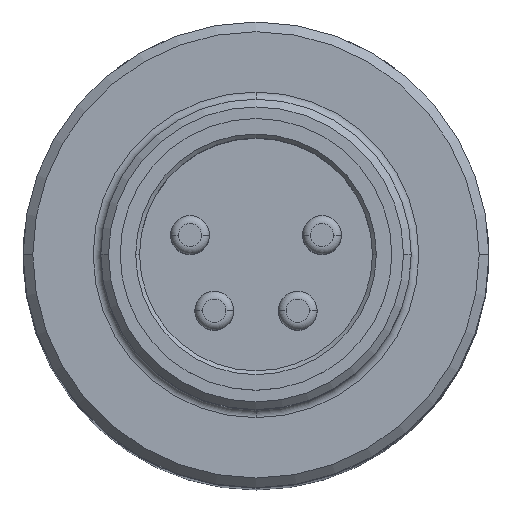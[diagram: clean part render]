
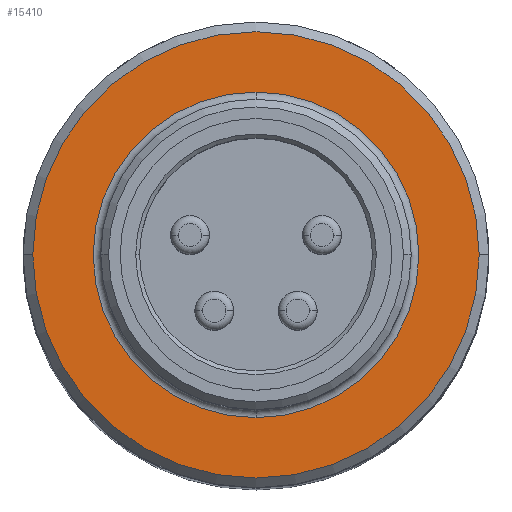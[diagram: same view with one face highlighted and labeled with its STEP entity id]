
A CAD part, top view. The second image highlights one B-rep face of the part: STEP entity #15410.
In plain terms, the highlighted face is planar.
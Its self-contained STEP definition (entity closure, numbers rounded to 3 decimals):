
#6570=CARTESIAN_POINT('',(-5.75,-5.1,
0.));
#6580=VERTEX_POINT('',#6570);
#6610=CARTESIAN_POINT('',(0.,-5.1,0.));
#6620=DIRECTION('',(0.,1.,0.));
#6630=DIRECTION('',(0.,0.,1.));
#6640=AXIS2_PLACEMENT_3D('',#6610,#6620,#6630);
#6650=CIRCLE('',#6640,5.75);
#6660=CARTESIAN_POINT('',(0.,-5.1,-5.75));
#6670=VERTEX_POINT('',#6660);
#6680=EDGE_CURVE('',#6670,#6580,#6650,.T.);
#6700=CARTESIAN_POINT('',(5.75,-5.1,0.));
#6710=VERTEX_POINT('',#6700);
#6720=EDGE_CURVE('',#6710,#6670,#6650,.T.);
#6960=CARTESIAN_POINT('',(0.,-5.1,4.195));
#6970=VERTEX_POINT('',#6960);
#7000=CARTESIAN_POINT('',(0.,-5.1,0.));
#7010=DIRECTION('',(0.,1.,0.));
#7020=DIRECTION('',(0.,0.,1.));
#7030=AXIS2_PLACEMENT_3D('',#7000,#7010,#7020);
#7040=CIRCLE('',#7030,4.195);
#7050=CARTESIAN_POINT('',(0.,-5.1,-4.195));
#7060=VERTEX_POINT('',#7050);
#7070=EDGE_CURVE('',#6970,#7060,#7040,.T.);
#15250=CARTESIAN_POINT('',(0.,-5.1,4.973));
#15260=DIRECTION('',(0.,-1.,0.));
#15270=DIRECTION('',(0.,0.,-1.));
#15280=AXIS2_PLACEMENT_3D('',#15250,#15260,#15270);
#15290=PLANE('',#15280);
#15300=ORIENTED_EDGE('',*,*,#6680,.F.);
#15310=EDGE_CURVE('',#6580,#6710,#6650,.T.);
#15320=ORIENTED_EDGE('',*,*,#15310,.F.);
#15330=ORIENTED_EDGE('',*,*,#6720,.F.);
#15340=EDGE_LOOP('',(#15330,#15320,#15300));
#15350=FACE_OUTER_BOUND('',#15340,.T.);
#15360=ORIENTED_EDGE('',*,*,#7070,.T.);
#15370=EDGE_CURVE('',#7060,#6970,#7040,.T.);
#15380=ORIENTED_EDGE('',*,*,#15370,.T.);
#15390=EDGE_LOOP('',(#15380,#15360));
#15400=FACE_BOUND('',#15390,.T.);
#15410=ADVANCED_FACE('',(#15350,#15400),#15290,.T.);
